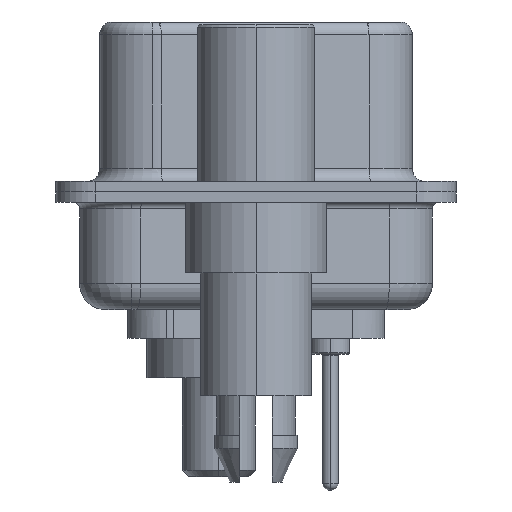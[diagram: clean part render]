
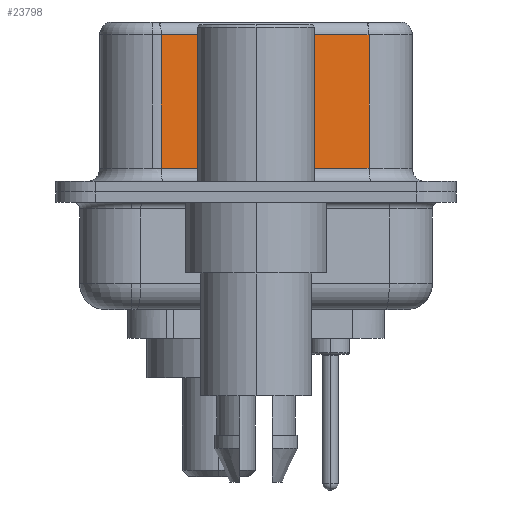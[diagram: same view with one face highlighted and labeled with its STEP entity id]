
A CAD part, left-side view. The second image highlights one B-rep face of the part: STEP entity #23798.
In plain terms, the highlighted planar face has unit normal (-0.985, -0.174, 0).
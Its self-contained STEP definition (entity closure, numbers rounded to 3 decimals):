
#369 = VECTOR ( 'NONE', #4124, 1000. ) ;
#724 = EDGE_CURVE ( 'NONE', #14377, #12839, #14231, .T. ) ;
#1344 = ORIENTED_EDGE ( 'NONE', *, *, #3303, .T. ) ;
#1565 = EDGE_LOOP ( 'NONE', ( #18091, #1344, #11492, #10722 ) ) ;
#2075 = VERTEX_POINT ( 'NONE', #4893 ) ;
#2153 = CARTESIAN_POINT ( 'NONE',  ( 5.132, -4.322, 6.52 ) ) ;
#3303 = EDGE_CURVE ( 'NONE', #2075, #3982, #21968, .T. ) ;
#3982 = VERTEX_POINT ( 'NONE', #14192 ) ;
#4124 = DIRECTION ( 'NONE',  ( 0., 0., -1. ) ) ;
#4893 = CARTESIAN_POINT ( 'NONE',  ( 5.132, -4.322, 6.02 ) ) ;
#5018 = DIRECTION ( 'NONE',  ( -0.174, 0.985, 0. ) ) ;
#5612 = LINE ( 'NONE', #2153, #369 ) ;
#6958 = CARTESIAN_POINT ( 'NONE',  ( 3.73, 3.628, 6.52 ) ) ;
#10205 = EDGE_CURVE ( 'NONE', #3982, #14377, #11734, .T. ) ;
#10572 = EDGE_CURVE ( 'NONE', #2075, #12839, #5612, .T. ) ;
#10706 = PLANE ( 'NONE',  #22257 ) ;
#10722 = ORIENTED_EDGE ( 'NONE', *, *, #724, .T. ) ;
#10737 = FACE_OUTER_BOUND ( 'NONE', #1565, .T. ) ;
#11492 = ORIENTED_EDGE ( 'NONE', *, *, #10205, .T. ) ;
#11734 = LINE ( 'NONE', #6958, #21129 ) ;
#11805 = CARTESIAN_POINT ( 'NONE',  ( 5.132, -4.322, 6.02 ) ) ;
#12812 = DIRECTION ( 'NONE',  ( 0., 0., -1. ) ) ;
#12839 = VERTEX_POINT ( 'NONE', #23018 ) ;
#13629 = VECTOR ( 'NONE', #21602, 1000. ) ;
#14192 = CARTESIAN_POINT ( 'NONE',  ( 3.73, 3.628, 6.02 ) ) ;
#14231 = LINE ( 'NONE', #15986, #13629 ) ;
#14377 = VERTEX_POINT ( 'NONE', #22162 ) ;
#14682 = CARTESIAN_POINT ( 'NONE',  ( 5.132, -4.322, 6.52 ) ) ;
#15986 = CARTESIAN_POINT ( 'NONE',  ( 5.132, -4.322, 0.9 ) ) ;
#16542 = VECTOR ( 'NONE', #23234, 1000. ) ;
#16637 = DIRECTION ( 'NONE',  ( 0.985, 0.174, 0. ) ) ;
#18091 = ORIENTED_EDGE ( 'NONE', *, *, #10572, .F. ) ;
#21129 = VECTOR ( 'NONE', #12812, 1000. ) ;
#21602 = DIRECTION ( 'NONE',  ( 0.174, -0.985, 0. ) ) ;
#21968 = LINE ( 'NONE', #11805, #16542 ) ;
#22162 = CARTESIAN_POINT ( 'NONE',  ( 3.73, 3.628, 0.9 ) ) ;
#22257 = AXIS2_PLACEMENT_3D ( 'NONE', #14682, #16637, #5018 ) ;
#23018 = CARTESIAN_POINT ( 'NONE',  ( 5.132, -4.322, 0.9 ) ) ;
#23234 = DIRECTION ( 'NONE',  ( -0.174, 0.985, 0. ) ) ;
#23798 = ADVANCED_FACE ( 'NONE', ( #10737 ), #10706, .F. ) ;
